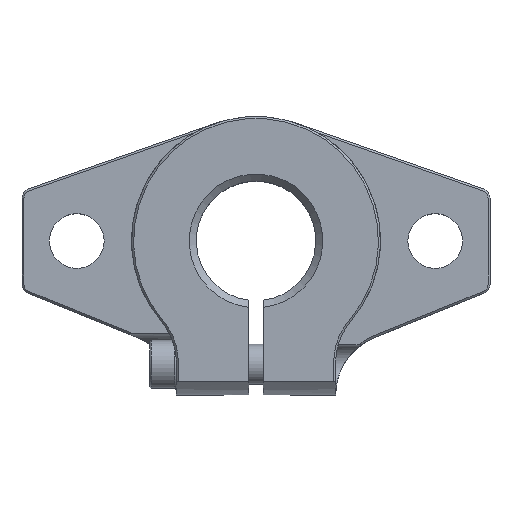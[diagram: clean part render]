
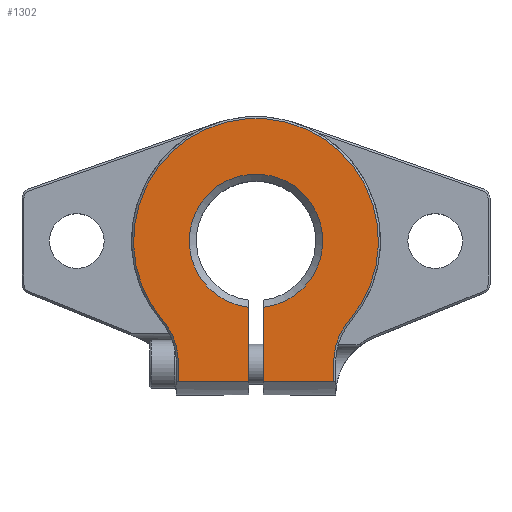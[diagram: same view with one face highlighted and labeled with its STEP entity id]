
A CAD part, top view. The second image highlights one B-rep face of the part: STEP entity #1302.
In plain terms, the highlighted planar face has unit normal (0, 0, 1).
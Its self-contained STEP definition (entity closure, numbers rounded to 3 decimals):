
#109=LINE('',#1970,#211);
#110=LINE('',#1980,#212);
#129=LINE('',#2108,#231);
#130=LINE('',#2120,#232);
#172=LINE('',#2275,#274);
#173=LINE('',#2283,#275);
#211=VECTOR('',#1572,1000.);
#212=VECTOR('',#1577,1000.);
#231=VECTOR('',#1660,1000.);
#232=VECTOR('',#1663,1000.);
#274=VECTOR('',#1819,1000.);
#275=VECTOR('',#1826,1000.);
#551=ORIENTED_EDGE('',*,*,#740,.F.);
#552=ORIENTED_EDGE('',*,*,#816,.T.);
#553=ORIENTED_EDGE('',*,*,#817,.T.);
#554=ORIENTED_EDGE('',*,*,#818,.T.);
#555=ORIENTED_EDGE('',*,*,#819,.T.);
#556=ORIENTED_EDGE('',*,*,#820,.T.);
#557=ORIENTED_EDGE('',*,*,#743,.F.);
#558=ORIENTED_EDGE('',*,*,#690,.T.);
#559=ORIENTED_EDGE('',*,*,#821,.T.);
#560=ORIENTED_EDGE('',*,*,#687,.T.);
#687=EDGE_CURVE('',#860,#863,#109,.T.);
#690=EDGE_CURVE('',#867,#865,#110,.T.);
#740=EDGE_CURVE('',#907,#863,#129,.T.);
#743=EDGE_CURVE('',#867,#910,#130,.T.);
#816=EDGE_CURVE('',#907,#953,#172,.T.);
#817=EDGE_CURVE('',#953,#954,#1013,.F.);
#818=EDGE_CURVE('',#954,#955,#1014,.T.);
#819=EDGE_CURVE('',#955,#956,#1015,.F.);
#820=EDGE_CURVE('',#956,#910,#173,.T.);
#821=EDGE_CURVE('',#865,#860,#1016,.F.);
#860=VERTEX_POINT('',#1963);
#863=VERTEX_POINT('',#1969);
#865=VERTEX_POINT('',#1978);
#867=VERTEX_POINT('',#1981);
#907=VERTEX_POINT('',#2107);
#910=VERTEX_POINT('',#2121);
#953=VERTEX_POINT('',#2276);
#954=VERTEX_POINT('',#2278);
#955=VERTEX_POINT('',#2280);
#956=VERTEX_POINT('',#2282);
#1013=CIRCLE('',#1470,6.45);
#1014=CIRCLE('',#1471,12.3);
#1015=CIRCLE('',#1472,6.45);
#1016=CIRCLE('',#1473,6.707);
#1087=EDGE_LOOP('',(#551,#552,#553,#554,#555,#556,#557,#558,#559,#560));
#1183=FACE_BOUND('',#1087,.T.);
#1238=PLANE('',#1469);
#1302=ADVANCED_FACE('',(#1183),#1238,.T.);
#1469=AXIS2_PLACEMENT_3D('',#2274,#1817,#1818);
#1470=AXIS2_PLACEMENT_3D('',#2277,#1820,#1821);
#1471=AXIS2_PLACEMENT_3D('',#2279,#1822,#1823);
#1472=AXIS2_PLACEMENT_3D('',#2281,#1824,#1825);
#1473=AXIS2_PLACEMENT_3D('',#2284,#1827,#1828);
#1572=DIRECTION('',(0.,-1.,0.));
#1577=DIRECTION('',(0.,1.,0.));
#1660=DIRECTION('',(-1.,0.,0.));
#1663=DIRECTION('',(-1.,0.,0.));
#1817=DIRECTION('',(0.,0.,1.));
#1818=DIRECTION('',(1.,0.,0.));
#1819=DIRECTION('',(0.,1.,0.));
#1820=DIRECTION('',(0.,0.,1.));
#1821=DIRECTION('',(1.,0.,0.));
#1822=DIRECTION('',(0.,0.,1.));
#1823=DIRECTION('',(1.,0.,0.));
#1824=DIRECTION('',(0.,0.,1.));
#1825=DIRECTION('',(1.,0.,0.));
#1826=DIRECTION('',(0.,-1.,0.));
#1827=DIRECTION('',(0.,0.,1.));
#1828=DIRECTION('',(1.,0.,0.));
#1963=CARTESIAN_POINT('',(0.75,-6.665,13.));
#1969=CARTESIAN_POINT('',(0.75,-14.12,13.));
#1970=CARTESIAN_POINT('',(0.75,-5.953,13.));
#1978=CARTESIAN_POINT('',(-0.75,-6.665,13.));
#1980=CARTESIAN_POINT('',(-0.75,-15.5,13.));
#1981=CARTESIAN_POINT('',(-0.75,-14.12,13.));
#2107=CARTESIAN_POINT('',(7.8,-14.12,13.));
#2108=CARTESIAN_POINT('',(47.,-14.12,13.));
#2120=CARTESIAN_POINT('',(47.,-14.12,13.));
#2121=CARTESIAN_POINT('',(-7.8,-14.12,13.));
#2274=CARTESIAN_POINT('',(14.25,-12.186,13.));
#2275=CARTESIAN_POINT('',(7.8,-12.186,13.));
#2276=CARTESIAN_POINT('',(7.8,-12.186,13.));
#2277=CARTESIAN_POINT('',(14.25,-12.186,13.));
#2278=CARTESIAN_POINT('',(9.348,-7.994,13.));
#2279=CARTESIAN_POINT('',(0.,0.,13.));
#2280=CARTESIAN_POINT('',(-9.348,-7.994,13.));
#2281=CARTESIAN_POINT('',(-14.25,-12.186,13.));
#2282=CARTESIAN_POINT('',(-7.8,-12.186,13.));
#2283=CARTESIAN_POINT('',(-7.8,-14.12,13.));
#2284=CARTESIAN_POINT('',(0.,0.,13.));
